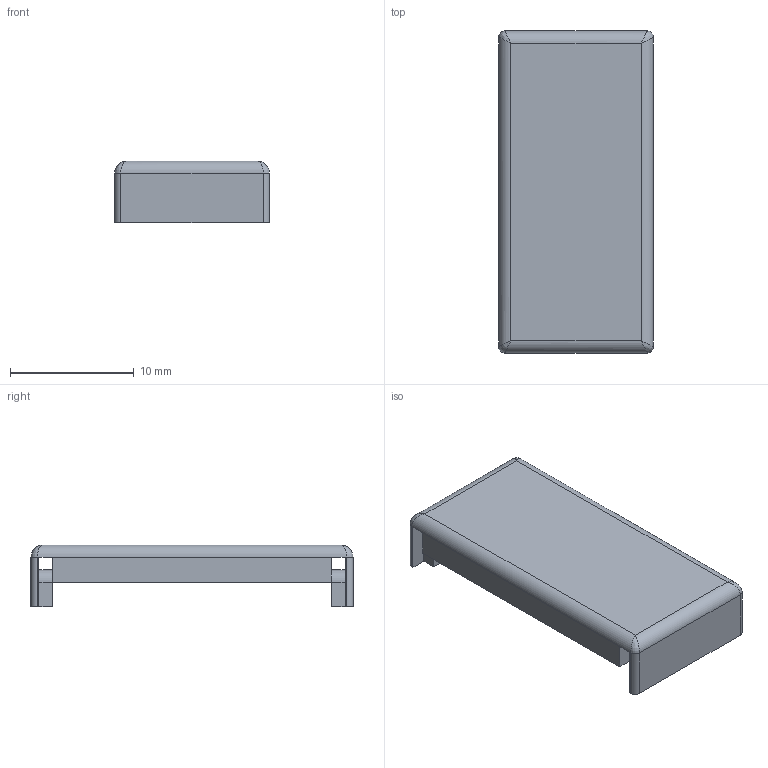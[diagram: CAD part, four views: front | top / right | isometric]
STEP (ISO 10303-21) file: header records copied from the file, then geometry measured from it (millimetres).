
FILE_DESCRIPTION(/* description */ (''),/* implementation_level */ '2;1');
FILE_NAME(/* name */ '10x20mm_Cuvette_Bottom.stp',/* time_stamp */ '2018-07-25T16:01:44+02:00',/* author */ ('voigt'),/* organization */ (''),/* preprocessor_version */ 'ST-DEVELOPER v16.1',/* originating_system */ 'Autodesk Inventor 2016',/* authorisation */ '');
FILE_SCHEMA (('AUTOMOTIVE_DESIGN { 1 0 10303 214 3 1 1 }'));
Length unit declared in the file: millimetre
Products named in the file (1): 10x20mm_Cuvette_Bottom
Bounding box: 12.5 x 26 x 5 mm (x, y, z)
Volume: 999.4 mm3; surface area: 1057.3 mm2
Topology: 1 solids, 1 shells, 42 faces, 108 edges, 60 vertices
Faces by surface type: plane 26, cylinder 12, bspline 4
Entity records: 1344 total; most frequent: CARTESIAN_POINT 323, ORIENTED_EDGE 208, DIRECTION 206, EDGE_CURVE 104, LINE 80, VECTOR 80, AXIS2_PLACEMENT_3D 63, VERTEX_POINT 60
